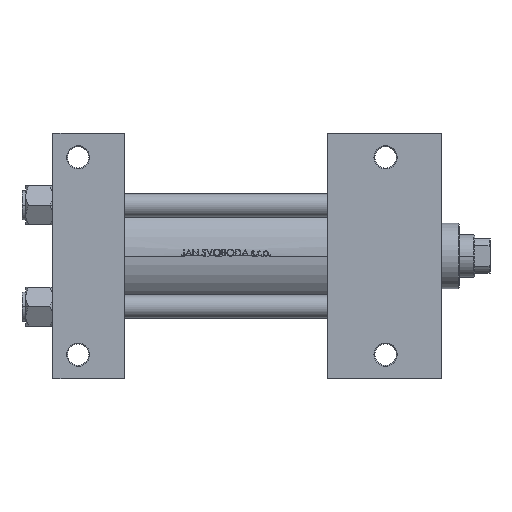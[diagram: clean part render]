
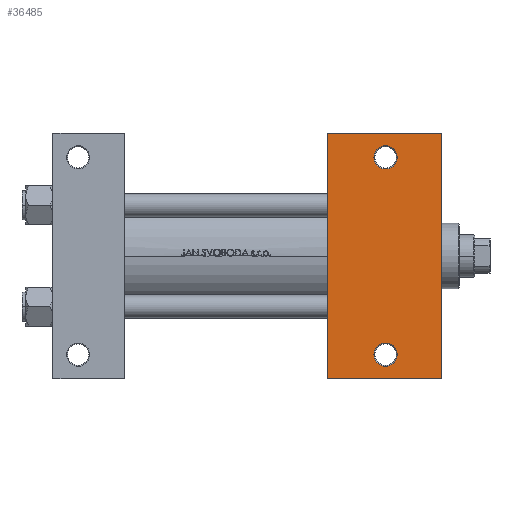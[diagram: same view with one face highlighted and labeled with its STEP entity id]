
A CAD part, front view. The second image highlights one B-rep face of the part: STEP entity #36485.
In plain terms, the highlighted face is planar.
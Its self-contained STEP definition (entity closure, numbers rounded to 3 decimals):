
#521 = CIRCLE ( 'NONE', #28338, 5.999 ) ;
#1904 = ORIENTED_EDGE ( 'NONE', *, *, #43800, .T. ) ;
#3471 = EDGE_LOOP ( 'NONE', ( #11973, #25262 ) ) ;
#3611 = VERTEX_POINT ( 'NONE', #42711 ) ;
#4929 = FACE_BOUND ( 'NONE', #25292, .T. ) ;
#5040 = DIRECTION ( 'NONE',  ( 0., 0., 1. ) ) ;
#6618 = EDGE_LOOP ( 'NONE', ( #24951, #8845, #25135, #48584 ) ) ;
#8638 = CIRCLE ( 'NONE', #18196, 5.999 ) ;
#8845 = ORIENTED_EDGE ( 'NONE', *, *, #11855, .T. ) ;
#10078 = CIRCLE ( 'NONE', #36357, 5.999 ) ;
#10451 = DIRECTION ( 'NONE',  ( 0., 0., 1. ) ) ;
#10788 = CARTESIAN_POINT ( 'NONE',  ( 172., 51., -37.5 ) ) ;
#11437 = CARTESIAN_POINT ( 'NONE',  ( 172., 51., -37.5 ) ) ;
#11518 = AXIS2_PLACEMENT_3D ( 'NONE', #15887, #12637, #27818 ) ;
#11855 = EDGE_CURVE ( 'NONE', #18084, #38691, #32650, .T. ) ;
#11973 = ORIENTED_EDGE ( 'NONE', *, *, #19754, .T. ) ;
#12637 = DIRECTION ( 'NONE',  ( 0., 0., -1. ) ) ;
#13679 = LINE ( 'NONE', #24885, #48502 ) ;
#13750 = DIRECTION ( 'NONE',  ( 0., -1., 0. ) ) ;
#15174 = VERTEX_POINT ( 'NONE', #28812 ) ;
#15887 = CARTESIAN_POINT ( 'NONE',  ( 201., 37.5, -37.5 ) ) ;
#15985 = AXIS2_PLACEMENT_3D ( 'NONE', #10788, #21992, #33453 ) ;
#17045 = ORIENTED_EDGE ( 'NONE', *, *, #45214, .T. ) ;
#17171 = DIRECTION ( 'NONE',  ( 0., -1., 0. ) ) ;
#17409 = CARTESIAN_POINT ( 'NONE',  ( 172., -51., -37.5 ) ) ;
#17945 = CARTESIAN_POINT ( 'NONE',  ( 142., 63.5, -37.5 ) ) ;
#18084 = VERTEX_POINT ( 'NONE', #22276 ) ;
#18196 = AXIS2_PLACEMENT_3D ( 'NONE', #11437, #10451, #41598 ) ;
#19302 = VECTOR ( 'NONE', #23080, 1000. ) ;
#19510 = VERTEX_POINT ( 'NONE', #31647 ) ;
#19754 = EDGE_CURVE ( 'NONE', #32031, #15174, #8638, .T. ) ;
#20098 = FACE_OUTER_BOUND ( 'NONE', #6618, .T. ) ;
#21179 = DIRECTION ( 'NONE',  ( 1., 0., 0. ) ) ;
#21466 = CARTESIAN_POINT ( 'NONE',  ( 201., 37.5, -37.5 ) ) ;
#21992 = DIRECTION ( 'NONE',  ( 0., 0., 1. ) ) ;
#21993 = EDGE_CURVE ( 'NONE', #18084, #3611, #13679, .T. ) ;
#22276 = CARTESIAN_POINT ( 'NONE',  ( 142., 63.5, -37.5 ) ) ;
#23080 = DIRECTION ( 'NONE',  ( -1., 0., 0. ) ) ;
#24314 = EDGE_CURVE ( 'NONE', #15174, #32031, #26338, .T. ) ;
#24885 = CARTESIAN_POINT ( 'NONE',  ( 142., 37.5, -37.5 ) ) ;
#24951 = ORIENTED_EDGE ( 'NONE', *, *, #21993, .F. ) ;
#25127 = DIRECTION ( 'NONE',  ( 0., 0., 1. ) ) ;
#25135 = ORIENTED_EDGE ( 'NONE', *, *, #39107, .T. ) ;
#25262 = ORIENTED_EDGE ( 'NONE', *, *, #24314, .T. ) ;
#25292 = EDGE_LOOP ( 'NONE', ( #1904, #17045 ) ) ;
#26338 = CIRCLE ( 'NONE', #15985, 5.999 ) ;
#26669 = CARTESIAN_POINT ( 'NONE',  ( 177.999, -51., -37.5 ) ) ;
#26940 = CARTESIAN_POINT ( 'NONE',  ( 166., -51., -37.5 ) ) ;
#27091 = PLANE ( 'NONE',  #11518 ) ;
#27818 = DIRECTION ( 'NONE',  ( -1., 0., 0. ) ) ;
#28338 = AXIS2_PLACEMENT_3D ( 'NONE', #46648, #5040, #35662 ) ;
#28812 = CARTESIAN_POINT ( 'NONE',  ( 177.999, 51., -37.5 ) ) ;
#29238 = CARTESIAN_POINT ( 'NONE',  ( 201., 63.5, -37.5 ) ) ;
#29341 = CARTESIAN_POINT ( 'NONE',  ( 166., 51., -37.5 ) ) ;
#31121 = EDGE_CURVE ( 'NONE', #19510, #3611, #39019, .T. ) ;
#31647 = CARTESIAN_POINT ( 'NONE',  ( 201., -63.5, -37.5 ) ) ;
#32031 = VERTEX_POINT ( 'NONE', #29341 ) ;
#32650 = LINE ( 'NONE', #17945, #48290 ) ;
#33347 = DIRECTION ( 'NONE',  ( -1., 0., 0. ) ) ;
#33453 = DIRECTION ( 'NONE',  ( -1., 0., 0. ) ) ;
#35662 = DIRECTION ( 'NONE',  ( -1., 0., 0. ) ) ;
#36357 = AXIS2_PLACEMENT_3D ( 'NONE', #17409, #25127, #33347 ) ;
#36485 = ADVANCED_FACE ( 'NONE', ( #46295, #4929, #20098 ), #27091, .T. ) ;
#38045 = CARTESIAN_POINT ( 'NONE',  ( 142., -63.5, -37.5 ) ) ;
#38319 = VERTEX_POINT ( 'NONE', #26669 ) ;
#38691 = VERTEX_POINT ( 'NONE', #29238 ) ;
#39019 = LINE ( 'NONE', #38045, #19302 ) ;
#39107 = EDGE_CURVE ( 'NONE', #38691, #19510, #39922, .T. ) ;
#39433 = VECTOR ( 'NONE', #13750, 1000. ) ;
#39922 = LINE ( 'NONE', #21466, #39433 ) ;
#41598 = DIRECTION ( 'NONE',  ( -1., 0., 0. ) ) ;
#42711 = CARTESIAN_POINT ( 'NONE',  ( 142., -63.5, -37.5 ) ) ;
#43800 = EDGE_CURVE ( 'NONE', #49242, #38319, #521, .T. ) ;
#45214 = EDGE_CURVE ( 'NONE', #38319, #49242, #10078, .T. ) ;
#46295 = FACE_BOUND ( 'NONE', #3471, .T. ) ;
#46648 = CARTESIAN_POINT ( 'NONE',  ( 172., -51., -37.5 ) ) ;
#48290 = VECTOR ( 'NONE', #21179, 1000. ) ;
#48502 = VECTOR ( 'NONE', #17171, 1000. ) ;
#48584 = ORIENTED_EDGE ( 'NONE', *, *, #31121, .T. ) ;
#49242 = VERTEX_POINT ( 'NONE', #26940 ) ;
